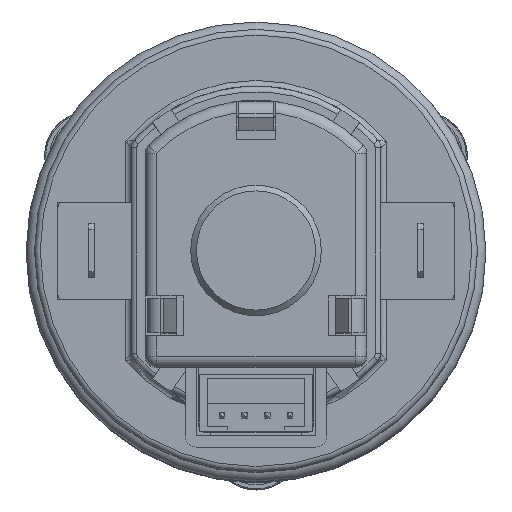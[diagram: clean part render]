
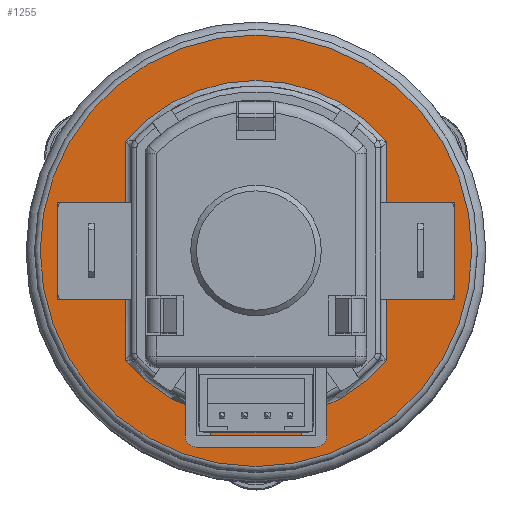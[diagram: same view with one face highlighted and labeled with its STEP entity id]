
A CAD part, top view. The second image highlights one B-rep face of the part: STEP entity #1255.
In plain terms, the highlighted planar face has unit normal (0, 0, 1).
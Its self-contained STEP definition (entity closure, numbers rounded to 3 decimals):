
#378=FACE_BOUND('',#2950,.T.);
#1255=ADVANCED_FACE('',(#378,#2242),#1754,.T.);
#1754=PLANE('',#11484);
#2242=FACE_OUTER_BOUND('',#2951,.T.);
#2950=EDGE_LOOP('',(#5364,#5365,#5366,#5367,#5368,#5369,#5370,#5371,#5372,
#5373,#5374,#5375));
#2951=EDGE_LOOP('',(#5376));
#3606=CIRCLE('',#11481,14.996);
#3607=CIRCLE('',#11482,15.);
#3608=CIRCLE('',#11483,19.);
#5364=ORIENTED_EDGE('',*,*,#8476,.T.);
#5365=ORIENTED_EDGE('',*,*,#8477,.T.);
#5366=ORIENTED_EDGE('',*,*,#8478,.T.);
#5367=ORIENTED_EDGE('',*,*,#8479,.F.);
#5368=ORIENTED_EDGE('',*,*,#8480,.F.);
#5369=ORIENTED_EDGE('',*,*,#8481,.T.);
#5370=ORIENTED_EDGE('',*,*,#8482,.T.);
#5371=ORIENTED_EDGE('',*,*,#8483,.T.);
#5372=ORIENTED_EDGE('',*,*,#8484,.F.);
#5373=ORIENTED_EDGE('',*,*,#8485,.T.);
#5374=ORIENTED_EDGE('',*,*,#8486,.T.);
#5375=ORIENTED_EDGE('',*,*,#8487,.T.);
#5376=ORIENTED_EDGE('',*,*,#8488,.T.);
#7254=VERTEX_POINT('',#17168);
#7255=VERTEX_POINT('',#17169);
#7256=VERTEX_POINT('',#17171);
#7257=VERTEX_POINT('',#17173);
#7258=VERTEX_POINT('',#17175);
#7259=VERTEX_POINT('',#17177);
#7260=VERTEX_POINT('',#17179);
#7261=VERTEX_POINT('',#17181);
#7262=VERTEX_POINT('',#17183);
#7263=VERTEX_POINT('',#17185);
#7264=VERTEX_POINT('',#17187);
#7265=VERTEX_POINT('',#17189);
#7266=VERTEX_POINT('',#17192);
#8476=EDGE_CURVE('',#7254,#7255,#3606,.T.);
#8477=EDGE_CURVE('',#7255,#7256,#9587,.T.);
#8478=EDGE_CURVE('',#7256,#7257,#9588,.T.);
#8479=EDGE_CURVE('',#7258,#7257,#9589,.T.);
#8480=EDGE_CURVE('',#7259,#7258,#9590,.T.);
#8481=EDGE_CURVE('',#7259,#7260,#9591,.T.);
#8482=EDGE_CURVE('',#7260,#7261,#3607,.T.);
#8483=EDGE_CURVE('',#7261,#7262,#9592,.T.);
#8484=EDGE_CURVE('',#7263,#7262,#9593,.T.);
#8485=EDGE_CURVE('',#7263,#7264,#9594,.T.);
#8486=EDGE_CURVE('',#7264,#7265,#9595,.T.);
#8487=EDGE_CURVE('',#7265,#7254,#9596,.T.);
#8488=EDGE_CURVE('',#7266,#7266,#3608,.T.);
#9587=LINE('',#17170,#10477);
#9588=LINE('',#17172,#10478);
#9589=LINE('',#17174,#10479);
#9590=LINE('',#17176,#10480);
#9591=LINE('',#17178,#10481);
#9592=LINE('',#17182,#10482);
#9593=LINE('',#17184,#10483);
#9594=LINE('',#17186,#10484);
#9595=LINE('',#17188,#10485);
#9596=LINE('',#17190,#10486);
#10477=VECTOR('',#13659,1.);
#10478=VECTOR('',#13660,1.);
#10479=VECTOR('',#13661,1.);
#10480=VECTOR('',#13662,1.);
#10481=VECTOR('',#13663,1.);
#10482=VECTOR('',#13666,1.);
#10483=VECTOR('',#13667,1.);
#10484=VECTOR('',#13668,1.);
#10485=VECTOR('',#13669,1.);
#10486=VECTOR('',#13670,1.);
#11481=AXIS2_PLACEMENT_3D('',#17167,#13657,#13658);
#11482=AXIS2_PLACEMENT_3D('',#17180,#13664,#13665);
#11483=AXIS2_PLACEMENT_3D('',#17191,#13671,#13672);
#11484=AXIS2_PLACEMENT_3D('',#17193,#13673,#13674);
#13657=DIRECTION('',(0.,0.,-1.));
#13658=DIRECTION('',(0.,-1.,0.));
#13659=DIRECTION('',(0.,1.,0.));
#13660=DIRECTION('',(-1.,0.,0.));
#13661=DIRECTION('',(0.,-1.,0.));
#13662=DIRECTION('',(-1.,0.,0.));
#13663=DIRECTION('',(0.,1.,0.));
#13664=DIRECTION('',(0.,0.,-1.));
#13665=DIRECTION('',(0.,-1.,0.));
#13666=DIRECTION('',(0.,-1.,0.));
#13667=DIRECTION('',(-1.,0.,0.));
#13668=DIRECTION('',(0.,-1.,0.));
#13669=DIRECTION('',(-1.,0.,0.));
#13670=DIRECTION('',(0.,-1.,0.));
#13671=DIRECTION('',(0.,0.,1.));
#13672=DIRECTION('',(0.,-1.,0.));
#13673=DIRECTION('',(0.,0.,1.));
#13674=DIRECTION('',(0.,-1.,0.));
#17167=CARTESIAN_POINT('',(19.5,19.5,79.2));
#17168=CARTESIAN_POINT('',(31.,9.876,79.2));
#17169=CARTESIAN_POINT('',(8.,9.876,79.2));
#17170=CARTESIAN_POINT('',(8.,15.25,79.2));
#17171=CARTESIAN_POINT('',(8.,15.25,79.2));
#17172=CARTESIAN_POINT('',(8.5,15.25,79.2));
#17173=CARTESIAN_POINT('',(2.,15.25,79.2));
#17174=CARTESIAN_POINT('',(2.,23.75,79.2));
#17175=CARTESIAN_POINT('',(2.,23.75,79.2));
#17176=CARTESIAN_POINT('',(8.5,23.75,79.2));
#17177=CARTESIAN_POINT('',(8.,23.75,79.2));
#17178=CARTESIAN_POINT('',(8.,28.947,79.2));
#17179=CARTESIAN_POINT('',(8.,29.131,79.2));
#17180=CARTESIAN_POINT('',(19.5,19.5,79.2));
#17181=CARTESIAN_POINT('',(31.,29.131,79.2));
#17182=CARTESIAN_POINT('',(31.,19.5,79.2));
#17183=CARTESIAN_POINT('',(31.,23.75,79.2));
#17184=CARTESIAN_POINT('',(37.,23.75,79.2));
#17185=CARTESIAN_POINT('',(37.,23.75,79.2));
#17186=CARTESIAN_POINT('',(37.,23.75,79.2));
#17187=CARTESIAN_POINT('',(37.,15.25,79.2));
#17188=CARTESIAN_POINT('',(37.,15.25,79.2));
#17189=CARTESIAN_POINT('',(31.,15.25,79.2));
#17190=CARTESIAN_POINT('',(31.,19.5,79.2));
#17191=CARTESIAN_POINT('',(19.5,19.5,79.2));
#17192=CARTESIAN_POINT('',(19.5,0.5,79.2));
#17193=CARTESIAN_POINT('',(19.5,19.5,79.2));
